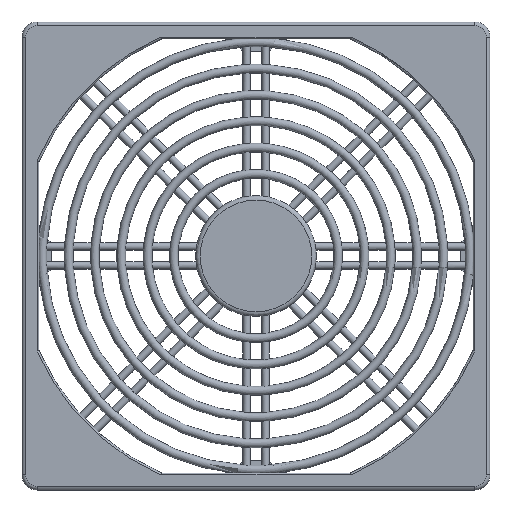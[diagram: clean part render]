
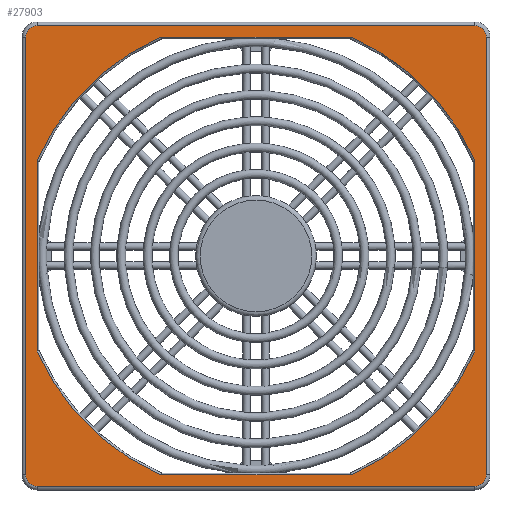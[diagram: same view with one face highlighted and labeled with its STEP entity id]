
A CAD part, top view. The second image highlights one B-rep face of the part: STEP entity #27903.
In plain terms, the highlighted planar face has unit normal (0, 0, 1).
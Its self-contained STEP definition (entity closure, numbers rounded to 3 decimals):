
#255=FACE_BOUND('',#4574,.T.);
#806=PLANE('',#30200);
#1837=CIRCLE('',#30188,63.5);
#1838=CIRCLE('',#30191,63.5);
#1839=CIRCLE('',#30194,63.5);
#1840=CIRCLE('',#30197,63.5);
#1841=CIRCLE('',#30201,3.);
#1842=CIRCLE('',#30202,3.);
#1843=CIRCLE('',#30203,3.);
#1844=CIRCLE('',#30204,3.);
#3087=FACE_OUTER_BOUND('',#4573,.T.);
#4573=EDGE_LOOP('',(#25754,#25755,#25756,#25757,#25758,#25759,#25760,#25761));
#4574=EDGE_LOOP('',(#25762,#25763,#25764,#25765,#25766,#25767,#25768,#25769));
#6523=LINE('',#56667,#8576);
#6589=LINE('',#57159,#8642);
#6591=LINE('',#57194,#8644);
#6592=LINE('',#57228,#8645);
#6593=LINE('',#57238,#8646);
#6594=LINE('',#57242,#8647);
#6595=LINE('',#57246,#8648);
#6596=LINE('',#57249,#8649);
#8576=VECTOR('',#36395,10.);
#8642=VECTOR('',#36675,10.);
#8644=VECTOR('',#36683,10.);
#8645=VECTOR('',#36690,10.);
#8646=VECTOR('',#36703,10.);
#8647=VECTOR('',#36706,10.);
#8648=VECTOR('',#36709,10.);
#8649=VECTOR('',#36712,10.);
#12784=VERTEX_POINT('',#56649);
#12785=VERTEX_POINT('',#56666);
#12825=VERTEX_POINT('',#57126);
#12826=VERTEX_POINT('',#57144);
#12827=VERTEX_POINT('',#57161);
#12828=VERTEX_POINT('',#57179);
#12829=VERTEX_POINT('',#57196);
#12830=VERTEX_POINT('',#57213);
#12831=VERTEX_POINT('',#57234);
#12832=VERTEX_POINT('',#57235);
#12833=VERTEX_POINT('',#57237);
#12834=VERTEX_POINT('',#57239);
#12835=VERTEX_POINT('',#57241);
#12836=VERTEX_POINT('',#57243);
#12837=VERTEX_POINT('',#57245);
#12838=VERTEX_POINT('',#57247);
#17026=EDGE_CURVE('',#12784,#12785,#6523,.T.);
#17140=EDGE_CURVE('',#12825,#12784,#1837,.T.);
#17144=EDGE_CURVE('',#12826,#12825,#6589,.T.);
#17146=EDGE_CURVE('',#12827,#12826,#1838,.T.);
#17149=EDGE_CURVE('',#12828,#12827,#6591,.T.);
#17150=EDGE_CURVE('',#12829,#12828,#1839,.T.);
#17153=EDGE_CURVE('',#12830,#12829,#6592,.T.);
#17154=EDGE_CURVE('',#12785,#12830,#1840,.T.);
#17155=EDGE_CURVE('',#12831,#12832,#1841,.T.);
#17156=EDGE_CURVE('',#12833,#12831,#6593,.T.);
#17157=EDGE_CURVE('',#12834,#12833,#1842,.T.);
#17158=EDGE_CURVE('',#12835,#12834,#6594,.T.);
#17159=EDGE_CURVE('',#12836,#12835,#1843,.T.);
#17160=EDGE_CURVE('',#12837,#12836,#6595,.T.);
#17161=EDGE_CURVE('',#12838,#12837,#1844,.T.);
#17162=EDGE_CURVE('',#12832,#12838,#6596,.T.);
#25754=ORIENTED_EDGE('',*,*,#17155,.F.);
#25755=ORIENTED_EDGE('',*,*,#17156,.F.);
#25756=ORIENTED_EDGE('',*,*,#17157,.F.);
#25757=ORIENTED_EDGE('',*,*,#17158,.F.);
#25758=ORIENTED_EDGE('',*,*,#17159,.F.);
#25759=ORIENTED_EDGE('',*,*,#17160,.F.);
#25760=ORIENTED_EDGE('',*,*,#17161,.F.);
#25761=ORIENTED_EDGE('',*,*,#17162,.F.);
#25762=ORIENTED_EDGE('',*,*,#17140,.F.);
#25763=ORIENTED_EDGE('',*,*,#17144,.F.);
#25764=ORIENTED_EDGE('',*,*,#17146,.F.);
#25765=ORIENTED_EDGE('',*,*,#17149,.F.);
#25766=ORIENTED_EDGE('',*,*,#17150,.F.);
#25767=ORIENTED_EDGE('',*,*,#17153,.F.);
#25768=ORIENTED_EDGE('',*,*,#17154,.F.);
#25769=ORIENTED_EDGE('',*,*,#17026,.F.);
#27903=ADVANCED_FACE('',(#3087,#255),#806,.T.);
#30188=AXIS2_PLACEMENT_3D('',#57127,#36670,#36671);
#30191=AXIS2_PLACEMENT_3D('',#57176,#36678,#36679);
#30194=AXIS2_PLACEMENT_3D('',#57197,#36686,#36687);
#30197=AXIS2_PLACEMENT_3D('',#57230,#36693,#36694);
#30200=AXIS2_PLACEMENT_3D('',#57233,#36699,#36700);
#30201=AXIS2_PLACEMENT_3D('',#57236,#36701,#36702);
#30202=AXIS2_PLACEMENT_3D('',#57240,#36704,#36705);
#30203=AXIS2_PLACEMENT_3D('',#57244,#36707,#36708);
#30204=AXIS2_PLACEMENT_3D('',#57248,#36710,#36711);
#36395=DIRECTION('',(1.,0.,0.));
#36670=DIRECTION('center_axis',(0.,0.,1.));
#36671=DIRECTION('ref_axis',(-0.707,-0.707,0.));
#36675=DIRECTION('',(0.,-1.,0.));
#36678=DIRECTION('center_axis',(0.,0.,1.));
#36679=DIRECTION('ref_axis',(-0.707,0.707,0.));
#36683=DIRECTION('',(-1.,0.,0.));
#36686=DIRECTION('center_axis',(0.,0.,1.));
#36687=DIRECTION('ref_axis',(0.707,0.707,0.));
#36690=DIRECTION('',(0.,1.,0.));
#36693=DIRECTION('center_axis',(0.,0.,1.));
#36694=DIRECTION('ref_axis',(0.707,-0.707,0.));
#36699=DIRECTION('center_axis',(0.,0.,1.));
#36700=DIRECTION('ref_axis',(1.,0.,0.));
#36701=DIRECTION('center_axis',(0.,0.,-1.));
#36702=DIRECTION('ref_axis',(-0.707,-0.707,0.));
#36703=DIRECTION('',(-1.,0.,0.));
#36704=DIRECTION('center_axis',(0.,0.,-1.));
#36705=DIRECTION('ref_axis',(0.707,-0.707,0.));
#36706=DIRECTION('',(0.,-1.,0.));
#36707=DIRECTION('center_axis',(0.,0.,-1.));
#36708=DIRECTION('ref_axis',(0.707,0.707,0.));
#36709=DIRECTION('',(1.,0.,0.));
#36710=DIRECTION('center_axis',(0.,0.,-1.));
#36711=DIRECTION('ref_axis',(-0.707,0.707,0.));
#36712=DIRECTION('',(0.,1.,0.));
#56649=CARTESIAN_POINT('',(-25.282,-58.25,9.5));
#56666=CARTESIAN_POINT('',(25.282,-58.25,9.5));
#56667=CARTESIAN_POINT('',(-12.589,-58.25,9.5));
#57126=CARTESIAN_POINT('',(-58.25,-25.282,9.5));
#57127=CARTESIAN_POINT('Origin',(0.,0.,9.5));
#57144=CARTESIAN_POINT('',(-58.25,25.282,9.5));
#57159=CARTESIAN_POINT('',(-58.25,12.589,9.5));
#57161=CARTESIAN_POINT('',(-25.282,58.25,9.5));
#57176=CARTESIAN_POINT('Origin',(0.,0.,9.5));
#57179=CARTESIAN_POINT('',(25.282,58.25,9.5));
#57194=CARTESIAN_POINT('',(12.589,58.25,9.5));
#57196=CARTESIAN_POINT('',(58.25,25.282,9.5));
#57197=CARTESIAN_POINT('Origin',(0.,0.,9.5));
#57213=CARTESIAN_POINT('',(58.25,-25.282,9.5));
#57228=CARTESIAN_POINT('',(58.25,-12.589,9.5));
#57230=CARTESIAN_POINT('Origin',(0.,0.,9.5));
#57233=CARTESIAN_POINT('Origin',(0.,0.,9.5));
#57234=CARTESIAN_POINT('',(-58.25,-61.25,9.5));
#57235=CARTESIAN_POINT('',(-61.25,-58.25,9.5));
#57236=CARTESIAN_POINT('Origin',(-58.25,-58.25,9.5));
#57237=CARTESIAN_POINT('',(58.25,-61.25,9.5));
#57238=CARTESIAN_POINT('',(-31.125,-61.25,9.5));
#57239=CARTESIAN_POINT('',(61.25,-58.25,9.5));
#57240=CARTESIAN_POINT('Origin',(58.25,-58.25,9.5));
#57241=CARTESIAN_POINT('',(61.25,58.25,9.5));
#57242=CARTESIAN_POINT('',(61.25,-31.125,9.5));
#57243=CARTESIAN_POINT('',(58.25,61.25,9.5));
#57244=CARTESIAN_POINT('Origin',(58.25,58.25,9.5));
#57245=CARTESIAN_POINT('',(-58.25,61.25,9.5));
#57246=CARTESIAN_POINT('',(31.125,61.25,9.5));
#57247=CARTESIAN_POINT('',(-61.25,58.25,9.5));
#57248=CARTESIAN_POINT('Origin',(-58.25,58.25,9.5));
#57249=CARTESIAN_POINT('',(-61.25,31.125,9.5));
